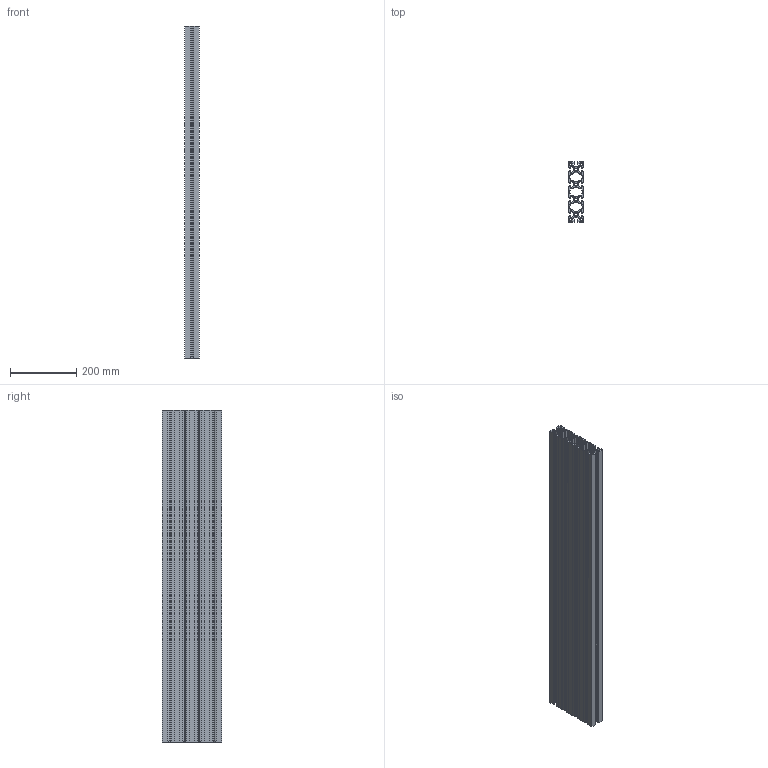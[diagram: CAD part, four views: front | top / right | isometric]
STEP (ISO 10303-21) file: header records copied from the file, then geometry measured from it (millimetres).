
FILE_DESCRIPTION((''),'2;1');
FILE_NAME('10029_AL_PROFIL_45X180','2022-09-16T13:31:08',('PredragRovcanin'),('Audax d.o.o.'),'CREO PARAMETRIC BY PTC INC, 2020281','CREO PARAMETRIC BY PTC INC, 2020281','');
FILE_SCHEMA(('AUTOMOTIVE_DESIGN { 1 0 10303 214 1 1 1 1 }'));
Length unit declared in the file: millimetre
Products named in the file (1): 10029_AL_PROFIL_45X180
Bounding box: 45 x 180 x 1000 mm (x, y, z)
Volume: 2755510.5 mm3; surface area: 1589810.3 mm2
Topology: 1 solids, 1 shells, 390 faces, 1172 edges, 792 vertices
Faces by surface type: plane 326, cylinder 64
Entity records: 17066 total; most frequent: CARTESIAN_POINT 2341, ORIENTED_EDGE 2328, DIRECTION 2082, PRESENTATION_STYLE_ASSIGNMENT 1174, STYLED_ITEM 1174, CURVE_STYLE 1173, EDGE_CURVE 1164, VECTOR 1044
